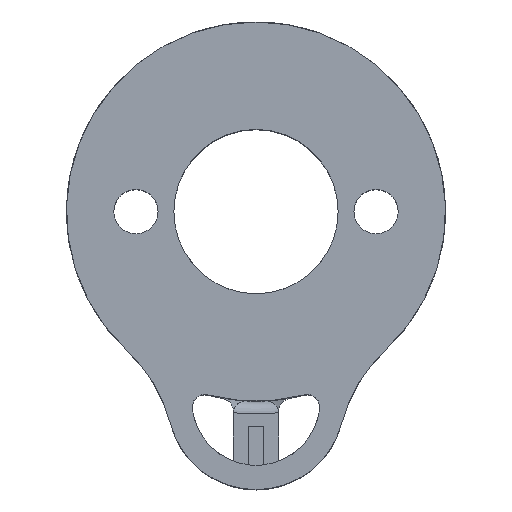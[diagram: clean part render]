
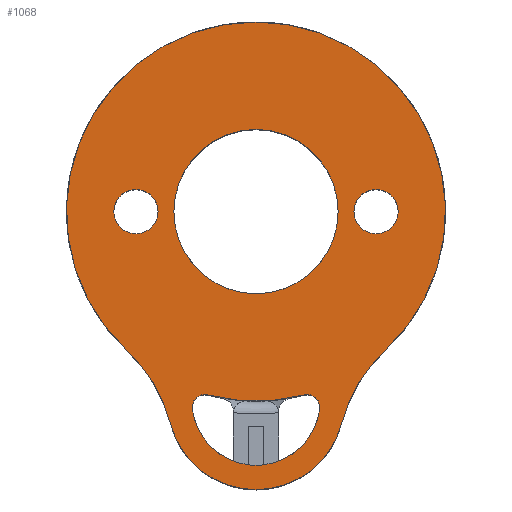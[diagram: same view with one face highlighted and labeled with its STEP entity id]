
A CAD part, top view. The second image highlights one B-rep face of the part: STEP entity #1068.
In plain terms, the highlighted planar face has unit normal (0, 0, 1).
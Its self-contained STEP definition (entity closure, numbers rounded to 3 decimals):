
#26=FACE_BOUND('',#162,.T.);
#27=FACE_BOUND('',#163,.T.);
#28=FACE_BOUND('',#164,.T.);
#29=FACE_BOUND('',#165,.T.);
#48=PLANE('',#1198);
#100=FACE_OUTER_BOUND('',#161,.T.);
#161=EDGE_LOOP('',(#973,#974,#975,#976));
#162=EDGE_LOOP('',(#977));
#163=EDGE_LOOP('',(#978));
#164=EDGE_LOOP('',(#979));
#165=EDGE_LOOP('',(#980,#981,#982,#983));
#377=CIRCLE('',#1161,1.);
#379=CIRCLE('',#1164,5.073);
#382=CIRCLE('',#1168,1.);
#383=CIRCLE('',#1170,12.);
#385=CIRCLE('',#1173,7.);
#388=CIRCLE('',#1177,12.);
#391=CIRCLE('',#1181,15.);
#392=CIRCLE('',#1183,15.);
#398=CIRCLE('',#1193,6.5);
#399=CIRCLE('',#1195,1.75);
#400=CIRCLE('',#1197,1.75);
#479=VERTEX_POINT('',#1906);
#480=VERTEX_POINT('',#1908);
#482=VERTEX_POINT('',#1914);
#485=VERTEX_POINT('',#1922);
#487=VERTEX_POINT('',#1937);
#488=VERTEX_POINT('',#1938);
#491=VERTEX_POINT('',#1946);
#494=VERTEX_POINT('',#1954);
#504=VERTEX_POINT('',#2061);
#505=VERTEX_POINT('',#2065);
#506=VERTEX_POINT('',#2069);
#623=EDGE_CURVE('',#479,#480,#377,.T.);
#626=EDGE_CURVE('',#482,#480,#379,.T.);
#630=EDGE_CURVE('',#482,#485,#382,.T.);
#633=EDGE_CURVE('',#487,#488,#383,.T.);
#637=EDGE_CURVE('',#491,#488,#385,.T.);
#641=EDGE_CURVE('',#491,#494,#388,.T.);
#646=EDGE_CURVE('',#487,#494,#391,.T.);
#648=EDGE_CURVE('',#479,#485,#392,.T.);
#660=EDGE_CURVE('',#504,#504,#398,.T.);
#662=EDGE_CURVE('',#505,#505,#399,.T.);
#664=EDGE_CURVE('',#506,#506,#400,.T.);
#973=ORIENTED_EDGE('',*,*,#646,.T.);
#974=ORIENTED_EDGE('',*,*,#641,.F.);
#975=ORIENTED_EDGE('',*,*,#637,.T.);
#976=ORIENTED_EDGE('',*,*,#633,.F.);
#977=ORIENTED_EDGE('',*,*,#660,.T.);
#978=ORIENTED_EDGE('',*,*,#664,.T.);
#979=ORIENTED_EDGE('',*,*,#662,.T.);
#980=ORIENTED_EDGE('',*,*,#626,.T.);
#981=ORIENTED_EDGE('',*,*,#623,.F.);
#982=ORIENTED_EDGE('',*,*,#648,.T.);
#983=ORIENTED_EDGE('',*,*,#630,.F.);
#1068=ADVANCED_FACE('',(#100,#26,#27,#28,#29),#48,.T.);
#1161=AXIS2_PLACEMENT_3D('',#1909,#1417,#1418);
#1164=AXIS2_PLACEMENT_3D('',#1915,#1424,#1425);
#1168=AXIS2_PLACEMENT_3D('',#1923,#1433,#1434);
#1170=AXIS2_PLACEMENT_3D('',#1939,#1438,#1439);
#1173=AXIS2_PLACEMENT_3D('',#1947,#1446,#1447);
#1177=AXIS2_PLACEMENT_3D('',#1955,#1455,#1456);
#1181=AXIS2_PLACEMENT_3D('',#1980,#1464,#1465);
#1183=AXIS2_PLACEMENT_3D('',#1996,#1468,#1469);
#1193=AXIS2_PLACEMENT_3D('',#2062,#1492,#1493);
#1195=AXIS2_PLACEMENT_3D('',#2066,#1497,#1498);
#1197=AXIS2_PLACEMENT_3D('',#2070,#1502,#1503);
#1198=AXIS2_PLACEMENT_3D('',#2072,#1505,#1506);
#1417=DIRECTION('center_axis',(0.,0.,1.));
#1418=DIRECTION('ref_axis',(-0.657,0.754,0.));
#1424=DIRECTION('center_axis',(0.,0.,-1.));
#1425=DIRECTION('ref_axis',(-0.986,0.169,0.));
#1433=DIRECTION('center_axis',(0.,0.,1.));
#1434=DIRECTION('ref_axis',(0.657,0.754,0.));
#1438=DIRECTION('center_axis',(0.,0.,1.));
#1439=DIRECTION('ref_axis',(-0.859,0.512,0.));
#1446=DIRECTION('center_axis',(0.,0.,1.));
#1447=DIRECTION('ref_axis',(-0.972,0.233,0.));
#1455=DIRECTION('center_axis',(0.,0.,1.));
#1456=DIRECTION('ref_axis',(0.859,0.512,0.));
#1464=DIRECTION('center_axis',(0.,0.,1.));
#1465=DIRECTION('ref_axis',(1.,0.,0.));
#1468=DIRECTION('center_axis',(0.,0.,1.));
#1469=DIRECTION('ref_axis',(1.,0.,0.));
#1492=DIRECTION('center_axis',(0.,0.,-1.));
#1493=DIRECTION('ref_axis',(1.,0.,0.));
#1497=DIRECTION('center_axis',(0.,0.,-1.));
#1498=DIRECTION('ref_axis',(1.,0.,0.));
#1502=DIRECTION('center_axis',(0.,0.,-1.));
#1503=DIRECTION('ref_axis',(1.,0.,0.));
#1505=DIRECTION('center_axis',(0.,0.,1.));
#1506=DIRECTION('ref_axis',(1.,0.,0.));
#1906=CARTESIAN_POINT('',(-3.792,-14.513,16.));
#1908=CARTESIAN_POINT('',(-5.038,-15.598,16.));
#1909=CARTESIAN_POINT('Origin',(-4.045,-15.48,16.));
#1914=CARTESIAN_POINT('',(5.038,-15.598,16.));
#1915=CARTESIAN_POINT('Origin',(0.,-15.,16.));
#1922=CARTESIAN_POINT('',(3.792,-14.513,16.));
#1923=CARTESIAN_POINT('Origin',(4.045,-15.48,16.));
#1937=CARTESIAN_POINT('',(10.218,-10.981,16.));
#1938=CARTESIAN_POINT('',(6.776,-16.756,16.));
#1939=CARTESIAN_POINT('Origin',(18.392,-19.767,16.));
#1946=CARTESIAN_POINT('',(-6.776,-16.756,16.));
#1947=CARTESIAN_POINT('Origin',(0.,-15.,16.));
#1954=CARTESIAN_POINT('',(-10.218,-10.981,16.));
#1955=CARTESIAN_POINT('Origin',(-18.392,-19.767,16.));
#1980=CARTESIAN_POINT('Origin',(0.,0.,16.));
#1996=CARTESIAN_POINT('Origin',(0.,0.,16.));
#2061=CARTESIAN_POINT('',(-6.5,0.,16.));
#2062=CARTESIAN_POINT('Origin',(0.,0.,16.));
#2065=CARTESIAN_POINT('',(-11.25,0.,16.));
#2066=CARTESIAN_POINT('Origin',(-9.5,0.,16.));
#2069=CARTESIAN_POINT('',(7.75,0.,16.));
#2070=CARTESIAN_POINT('Origin',(9.5,0.,16.));
#2072=CARTESIAN_POINT('Origin',(0.,0.,16.));
